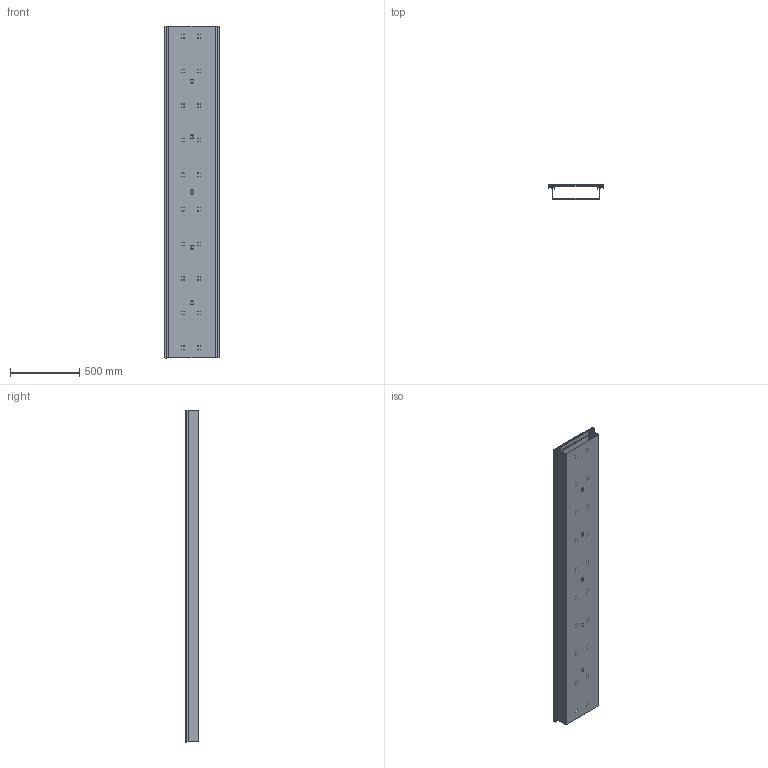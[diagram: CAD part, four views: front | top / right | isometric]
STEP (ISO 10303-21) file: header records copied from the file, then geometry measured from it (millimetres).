
FILE_DESCRIPTION (( 'STEP AP214' ), '1' );
FILE_NAME ('7424622.stp', '2020-12-16T09:44:49', ( '' ), ( '' ), 'SwSTEP 2.0', 'SolidWorks 2020', '' );
FILE_SCHEMA (( 'AUTOMOTIVE_DESIGN' ));
Length unit declared in the file: millimetre
Products named in the file (10): 43928C_Standard; 43423G_Standard; 43931C_Standard; 40737C_Standard; 7424622; 32812b_Standard; 59964_Standard; 42282F_Standard; 35104457_Standard; P_30700584_4_Standard
Assembly tree (32 placements, depth 3):
  7424622
    43928C_Standard
    43423G_Standard  x2
    32812b_Standard  x2
    40737C_Standard
      43931C_Standard
      P_30700584_4_Standard
    42282F_Standard  x3
    35104457_Standard  x18
    59964_Standard  x3
Bounding box: 402.9 x 100 x 2400 mm (x, y, z)
Volume: 7010835 mm3; surface area: 6446721.9 mm2
Topology: 31 solids, 31 shells, 800 faces, 2099 edges, 1382 vertices
Faces by surface type: plane 485, cylinder 243, cone 72
Entity records: 14290 total; most frequent: CARTESIAN_POINT 2352, DIRECTION 2315, ORIENTED_EDGE 2286, EDGE_CURVE 1143, LINE 845, VECTOR 845, VERTEX_POINT 756, AXIS2_PLACEMENT_3D 735
